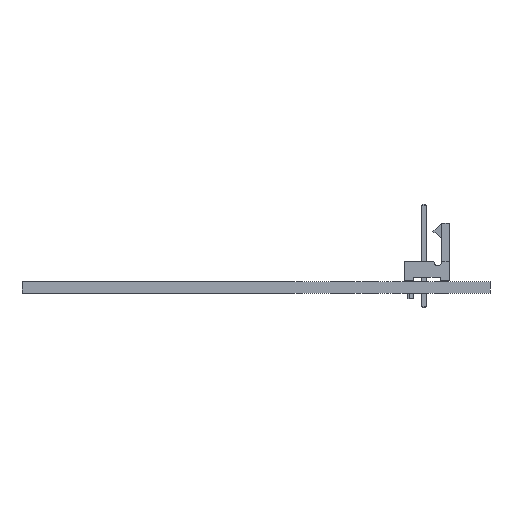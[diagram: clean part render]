
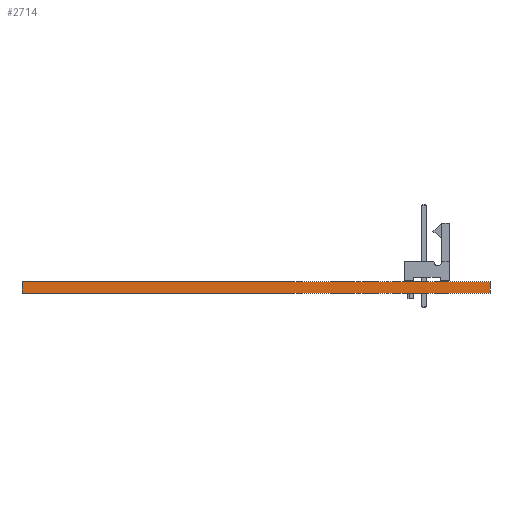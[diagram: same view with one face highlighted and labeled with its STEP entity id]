
A CAD part, front view. The second image highlights one B-rep face of the part: STEP entity #2714.
In plain terms, the highlighted planar face has unit normal (0, -1, 0).
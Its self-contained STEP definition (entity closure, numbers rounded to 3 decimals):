
#2714 = ADVANCED_FACE('',(#2715),#2749,.T.);
#2715 = FACE_BOUND('',#2716,.T.);
#2716 = EDGE_LOOP('',(#2717,#2727,#2735,#2743));
#2717 = ORIENTED_EDGE('',*,*,#2718,.T.);
#2718 = EDGE_CURVE('',#2719,#2721,#2723,.T.);
#2719 = VERTEX_POINT('',#2720);
#2720 = CARTESIAN_POINT('',(75.,-92.,0.));
#2721 = VERTEX_POINT('',#2722);
#2722 = CARTESIAN_POINT('',(75.,-92.,1.51));
#2723 = LINE('',#2724,#2725);
#2724 = CARTESIAN_POINT('',(75.,-92.,0.));
#2725 = VECTOR('',#2726,1.);
#2726 = DIRECTION('',(0.,0.,1.));
#2727 = ORIENTED_EDGE('',*,*,#2728,.T.);
#2728 = EDGE_CURVE('',#2721,#2729,#2731,.T.);
#2729 = VERTEX_POINT('',#2730);
#2730 = CARTESIAN_POINT('',(14.,-92.,1.51));
#2731 = LINE('',#2732,#2733);
#2732 = CARTESIAN_POINT('',(75.,-92.,1.51));
#2733 = VECTOR('',#2734,1.);
#2734 = DIRECTION('',(-1.,0.,0.));
#2735 = ORIENTED_EDGE('',*,*,#2736,.F.);
#2736 = EDGE_CURVE('',#2737,#2729,#2739,.T.);
#2737 = VERTEX_POINT('',#2738);
#2738 = CARTESIAN_POINT('',(14.,-92.,0.));
#2739 = LINE('',#2740,#2741);
#2740 = CARTESIAN_POINT('',(14.,-92.,0.));
#2741 = VECTOR('',#2742,1.);
#2742 = DIRECTION('',(0.,0.,1.));
#2743 = ORIENTED_EDGE('',*,*,#2744,.F.);
#2744 = EDGE_CURVE('',#2719,#2737,#2745,.T.);
#2745 = LINE('',#2746,#2747);
#2746 = CARTESIAN_POINT('',(75.,-92.,0.));
#2747 = VECTOR('',#2748,1.);
#2748 = DIRECTION('',(-1.,0.,0.));
#2749 = PLANE('',#2750);
#2750 = AXIS2_PLACEMENT_3D('',#2751,#2752,#2753);
#2751 = CARTESIAN_POINT('',(75.,-92.,0.));
#2752 = DIRECTION('',(0.,-1.,0.));
#2753 = DIRECTION('',(-1.,0.,0.));
